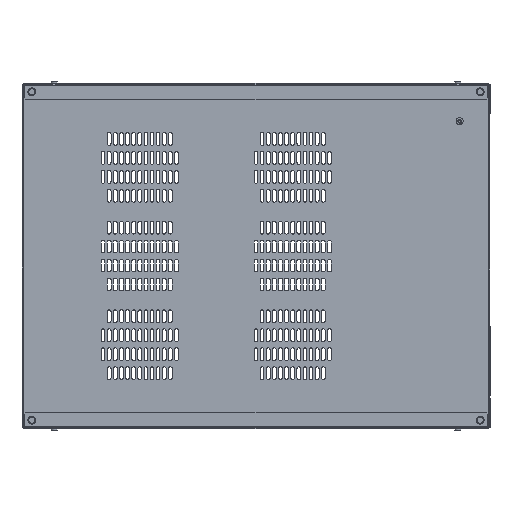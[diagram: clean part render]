
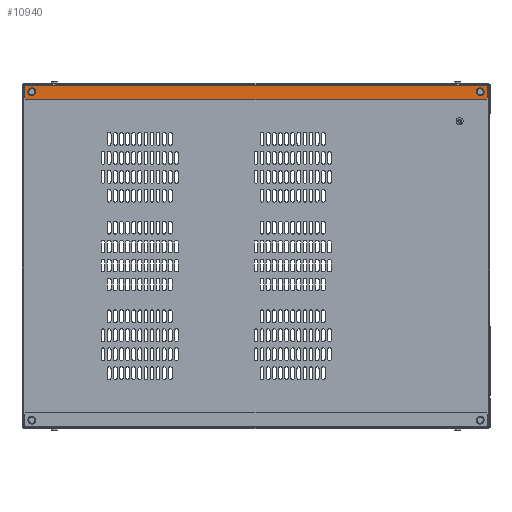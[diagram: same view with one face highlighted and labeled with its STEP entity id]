
A CAD part, top view. The second image highlights one B-rep face of the part: STEP entity #10940.
In plain terms, the highlighted face is planar.
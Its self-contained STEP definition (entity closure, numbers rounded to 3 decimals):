
#2027 = CIRCLE ( 'NONE', #32801, 6.5 ) ;
#2825 = DIRECTION ( 'NONE',  ( 0., 0., 1. ) ) ;
#3151 = ORIENTED_EDGE ( 'NONE', *, *, #87952, .T. ) ;
#5102 = AXIS2_PLACEMENT_3D ( 'NONE', #38718, #60139, #2825 ) ;
#6577 = EDGE_CURVE ( 'NONE', #14613, #14601, #83930, .T. ) ;
#9260 = FACE_OUTER_BOUND ( 'NONE', #91402, .T. ) ;
#10148 = DIRECTION ( 'NONE',  ( 0.707, 0., -0.707 ) ) ;
#10940 = ADVANCED_FACE ( 'NONE', ( #13717, #9260, #30291 ), #45858, .F. ) ;
#12402 = LINE ( 'NONE', #30166, #25715 ) ;
#13717 = FACE_BOUND ( 'NONE', #21751, .T. ) ;
#14601 = VERTEX_POINT ( 'NONE', #81760 ) ;
#14613 = VERTEX_POINT ( 'NONE', #60910 ) ;
#15018 = CARTESIAN_POINT ( 'NONE',  ( 376.5, 0., -25. ) ) ;
#15085 = EDGE_CURVE ( 'NONE', #40056, #83766, #47843, .T. ) ;
#15350 = CIRCLE ( 'NONE', #50002, 6.5 ) ;
#16353 = VERTEX_POINT ( 'NONE', #41714 ) ;
#17828 = ORIENTED_EDGE ( 'NONE', *, *, #50305, .T. ) ;
#17991 = VECTOR ( 'NONE', #10148, 1000. ) ;
#20467 = VERTEX_POINT ( 'NONE', #40769 ) ;
#20810 = ORIENTED_EDGE ( 'NONE', *, *, #15085, .T. ) ;
#21751 = EDGE_LOOP ( 'NONE', ( #57557, #17828 ) ) ;
#24714 = CARTESIAN_POINT ( 'NONE',  ( -379., 0., -22.5 ) ) ;
#25086 = AXIS2_PLACEMENT_3D ( 'NONE', #88048, #45513, #74105 ) ;
#25715 = VECTOR ( 'NONE', #64885, 1000. ) ;
#26331 = DIRECTION ( 'NONE',  ( 0., 0., 1. ) ) ;
#29037 = VECTOR ( 'NONE', #34084, 1000. ) ;
#30075 = CARTESIAN_POINT ( 'NONE',  ( 379., 0., 0. ) ) ;
#30166 = CARTESIAN_POINT ( 'NONE',  ( 379., 0., -2.5 ) ) ;
#30291 = FACE_BOUND ( 'NONE', #44638, .T. ) ;
#30973 = ORIENTED_EDGE ( 'NONE', *, *, #83959, .T. ) ;
#31304 = LINE ( 'NONE', #24714, #17991 ) ;
#31726 = ORIENTED_EDGE ( 'NONE', *, *, #60718, .F. ) ;
#32801 = AXIS2_PLACEMENT_3D ( 'NONE', #40173, #54458, #26331 ) ;
#33251 = CARTESIAN_POINT ( 'NONE',  ( 379., 0., -2.5 ) ) ;
#34084 = DIRECTION ( 'NONE',  ( 0.707, 0., 0.707 ) ) ;
#34589 = CARTESIAN_POINT ( 'NONE',  ( 366.5, 0., -12.5 ) ) ;
#34622 = CIRCLE ( 'NONE', #91332, 6.5 ) ;
#37139 = VECTOR ( 'NONE', #45853, 1000. ) ;
#38346 = DIRECTION ( 'NONE',  ( -1., 0., 0. ) ) ;
#38718 = CARTESIAN_POINT ( 'NONE',  ( 379., 0., 0. ) ) ;
#40056 = VERTEX_POINT ( 'NONE', #15018 ) ;
#40173 = CARTESIAN_POINT ( 'NONE',  ( -366.5, 0., -12.5 ) ) ;
#40769 = CARTESIAN_POINT ( 'NONE',  ( -379., 0., -22.5 ) ) ;
#41330 = DIRECTION ( 'NONE',  ( 0., -1., 0. ) ) ;
#41714 = CARTESIAN_POINT ( 'NONE',  ( -366.5, 0., -19. ) ) ;
#41979 = ORIENTED_EDGE ( 'NONE', *, *, #46380, .F. ) ;
#44638 = EDGE_LOOP ( 'NONE', ( #41979, #44787 ) ) ;
#44787 = ORIENTED_EDGE ( 'NONE', *, *, #6577, .F. ) ;
#45417 = LINE ( 'NONE', #30075, #70995 ) ;
#45513 = DIRECTION ( 'NONE',  ( 0., -1., 0. ) ) ;
#45686 = VERTEX_POINT ( 'NONE', #71941 ) ;
#45853 = DIRECTION ( 'NONE',  ( 0., 0., -1. ) ) ;
#45858 = PLANE ( 'NONE',  #5102 ) ;
#46380 = EDGE_CURVE ( 'NONE', #14601, #14613, #15350, .T. ) ;
#47843 = LINE ( 'NONE', #76000, #29037 ) ;
#50002 = AXIS2_PLACEMENT_3D ( 'NONE', #34589, #41330, #91031 ) ;
#50305 = EDGE_CURVE ( 'NONE', #16353, #51931, #34622, .T. ) ;
#51931 = VERTEX_POINT ( 'NONE', #84223 ) ;
#54458 = DIRECTION ( 'NONE',  ( 0., 1., 0. ) ) ;
#57557 = ORIENTED_EDGE ( 'NONE', *, *, #90111, .T. ) ;
#57824 = VECTOR ( 'NONE', #38346, 1000. ) ;
#60139 = DIRECTION ( 'NONE',  ( 0., 1., 0. ) ) ;
#60718 = EDGE_CURVE ( 'NONE', #40056, #81673, #68957, .T. ) ;
#60910 = CARTESIAN_POINT ( 'NONE',  ( 366.5, 0., -19. ) ) ;
#63754 = CARTESIAN_POINT ( 'NONE',  ( 379., 0., -22.5 ) ) ;
#64885 = DIRECTION ( 'NONE',  ( -1., 0., 0. ) ) ;
#66961 = CARTESIAN_POINT ( 'NONE',  ( -379., 0., 0. ) ) ;
#68957 = LINE ( 'NONE', #81522, #57824 ) ;
#70995 = VECTOR ( 'NONE', #79722, 1000. ) ;
#71941 = CARTESIAN_POINT ( 'NONE',  ( -379., 0., -2.5 ) ) ;
#74105 = DIRECTION ( 'NONE',  ( 0., 0., 1. ) ) ;
#76000 = CARTESIAN_POINT ( 'NONE',  ( 376.5, 0., -25. ) ) ;
#76620 = EDGE_CURVE ( 'NONE', #80929, #83766, #45417, .T. ) ;
#79722 = DIRECTION ( 'NONE',  ( 0., 0., -1. ) ) ;
#80929 = VERTEX_POINT ( 'NONE', #33251 ) ;
#81522 = CARTESIAN_POINT ( 'NONE',  ( 379., 0., -25. ) ) ;
#81673 = VERTEX_POINT ( 'NONE', #92012 ) ;
#81760 = CARTESIAN_POINT ( 'NONE',  ( 366.5, 0., -6. ) ) ;
#82405 = DIRECTION ( 'NONE',  ( 0., 1., 0. ) ) ;
#83766 = VERTEX_POINT ( 'NONE', #63754 ) ;
#83930 = CIRCLE ( 'NONE', #25086, 6.5 ) ;
#83959 = EDGE_CURVE ( 'NONE', #20467, #81673, #31304, .T. ) ;
#84223 = CARTESIAN_POINT ( 'NONE',  ( -366.5, 0., -6. ) ) ;
#84421 = EDGE_CURVE ( 'NONE', #80929, #45686, #12402, .T. ) ;
#86018 = LINE ( 'NONE', #66961, #37139 ) ;
#87952 = EDGE_CURVE ( 'NONE', #45686, #20467, #86018, .T. ) ;
#88048 = CARTESIAN_POINT ( 'NONE',  ( 366.5, 0., -12.5 ) ) ;
#89519 = DIRECTION ( 'NONE',  ( 0., 0., 1. ) ) ;
#89811 = CARTESIAN_POINT ( 'NONE',  ( -366.5, 0., -12.5 ) ) ;
#89890 = ORIENTED_EDGE ( 'NONE', *, *, #76620, .F. ) ;
#90111 = EDGE_CURVE ( 'NONE', #51931, #16353, #2027, .T. ) ;
#90577 = ORIENTED_EDGE ( 'NONE', *, *, #84421, .T. ) ;
#91031 = DIRECTION ( 'NONE',  ( 0., 0., 1. ) ) ;
#91332 = AXIS2_PLACEMENT_3D ( 'NONE', #89811, #82405, #89519 ) ;
#91402 = EDGE_LOOP ( 'NONE', ( #31726, #20810, #89890, #90577, #3151, #30973 ) ) ;
#92012 = CARTESIAN_POINT ( 'NONE',  ( -376.5, 0., -25. ) ) ;
